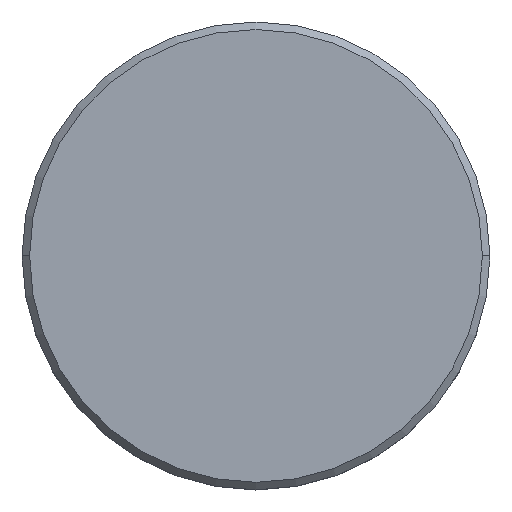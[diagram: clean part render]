
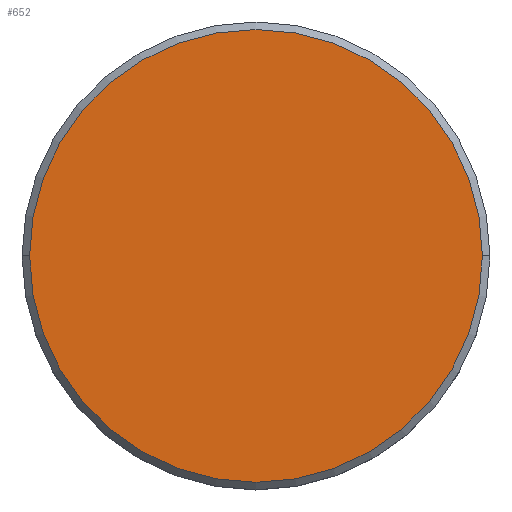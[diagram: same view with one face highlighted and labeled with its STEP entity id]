
A CAD part, top view. The second image highlights one B-rep face of the part: STEP entity #652.
In plain terms, the highlighted planar face has unit normal (0, 0, 1).
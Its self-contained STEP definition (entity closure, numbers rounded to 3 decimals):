
#36 = CARTESIAN_POINT ( 'NONE',  ( 0., 0., 0. ) ) ;
#134 = DIRECTION ( 'NONE',  ( 0., 0., 1. ) ) ;
#212 = DIRECTION ( 'NONE',  ( 1., 0., 0. ) ) ;
#216 = CARTESIAN_POINT ( 'NONE',  ( 0., 0., 0. ) ) ;
#270 = EDGE_CURVE ( 'NONE', #468, #745, #320, .T. ) ;
#291 = DIRECTION ( 'NONE',  ( 0., 0., 1. ) ) ;
#307 = FACE_OUTER_BOUND ( 'NONE', #657, .T. ) ;
#320 = CIRCLE ( 'NONE', #898, 15. ) ;
#468 = VERTEX_POINT ( 'NONE', #1055 ) ;
#652 = ADVANCED_FACE ( 'NONE', ( #307 ), #1122, .T. ) ;
#657 = EDGE_LOOP ( 'NONE', ( #1177, #997 ) ) ;
#677 = DIRECTION ( 'NONE',  ( 0., 0., 1. ) ) ;
#745 = VERTEX_POINT ( 'NONE', #1039 ) ;
#833 = CIRCLE ( 'NONE', #953, 15. ) ;
#839 = DIRECTION ( 'NONE',  ( 1., 0., 0. ) ) ;
#856 = DIRECTION ( 'NONE',  ( 1., 0., 0. ) ) ;
#875 = AXIS2_PLACEMENT_3D ( 'NONE', #36, #677, #212 ) ;
#898 = AXIS2_PLACEMENT_3D ( 'NONE', #1050, #134, #856 ) ;
#953 = AXIS2_PLACEMENT_3D ( 'NONE', #216, #291, #839 ) ;
#997 = ORIENTED_EDGE ( 'NONE', *, *, #270, .T. ) ;
#1039 = CARTESIAN_POINT ( 'NONE',  ( -15., 0., 0. ) ) ;
#1050 = CARTESIAN_POINT ( 'NONE',  ( 0., 0., 0. ) ) ;
#1055 = CARTESIAN_POINT ( 'NONE',  ( 15., 0., 0. ) ) ;
#1122 = PLANE ( 'NONE',  #875 ) ;
#1146 = EDGE_CURVE ( 'NONE', #745, #468, #833, .T. ) ;
#1177 = ORIENTED_EDGE ( 'NONE', *, *, #1146, .T. ) ;
